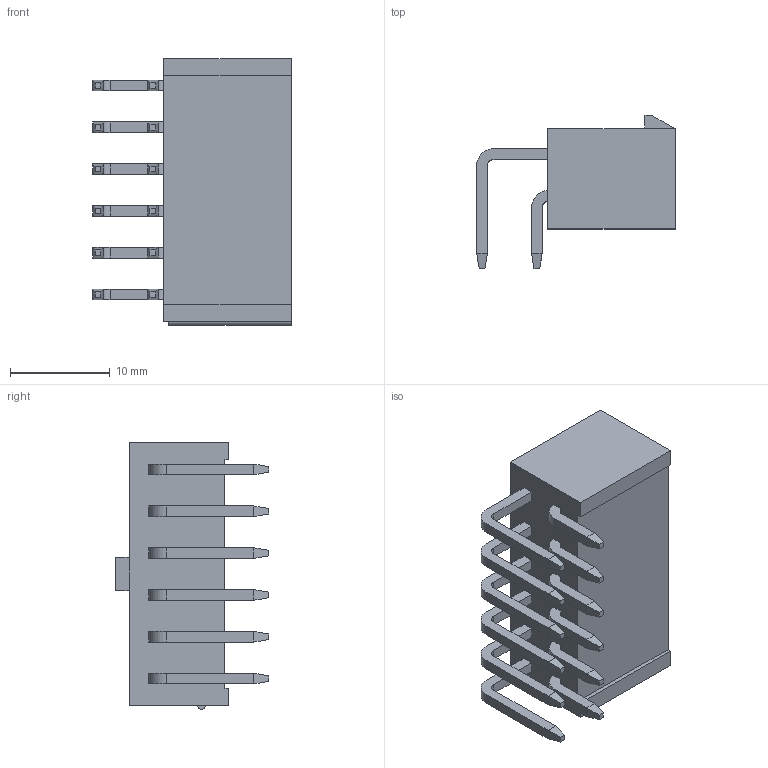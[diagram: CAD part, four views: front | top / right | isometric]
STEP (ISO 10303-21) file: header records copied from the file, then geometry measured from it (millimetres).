
FILE_DESCRIPTION((''),'2;1');
FILE_NAME('353181220','2014-11-19T',('me'),(''),'PRO/ENGINEER BY PARAMETRIC TECHNOLOGY CORPORATION, 2011490','PRO/ENGINEER BY PARAMETRIC TECHNOLOGY CORPORATION, 2011490','');
FILE_SCHEMA(('CONFIG_CONTROL_DESIGN'));
Length unit declared in the file: millimetre
Products named in the file (1): 353181220
Bounding box: 19.93 x 15.4 x 26.8 mm (x, y, z)
Volume: 2139.4 mm3; surface area: 3852.8 mm2
Topology: 1 solids, 1 shells, 341 faces, 835 edges, 532 vertices
Faces by surface type: plane 316, cylinder 25
Entity records: 9778 total; most frequent: CARTESIAN_POINT 1685, ORIENTED_EDGE 1622, DIRECTION 1593, EDGE_CURVE 811, VECTOR 761, LINE 761, VERTEX_POINT 508, AXIS2_PLACEMENT_3D 416
